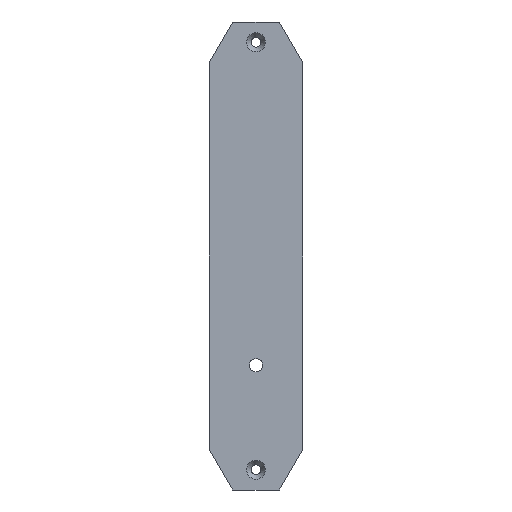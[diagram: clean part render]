
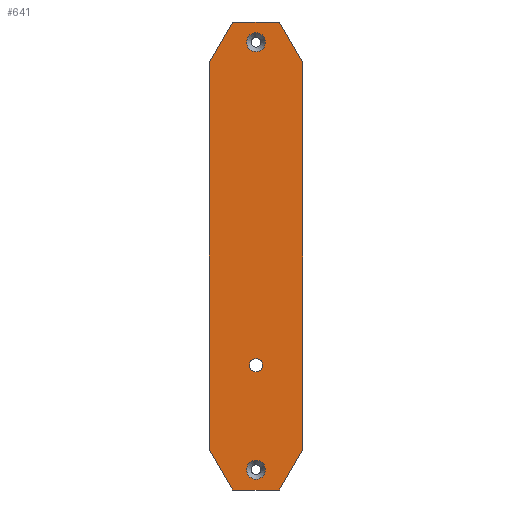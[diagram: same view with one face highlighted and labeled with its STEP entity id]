
A CAD part, left-side view. The second image highlights one B-rep face of the part: STEP entity #641.
In plain terms, the highlighted planar face has unit normal (-1, 0, 0).
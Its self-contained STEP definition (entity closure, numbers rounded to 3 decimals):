
#22=FACE_BOUND('',#126,.T.);
#23=FACE_BOUND('',#127,.T.);
#24=FACE_BOUND('',#128,.T.);
#50=PLANE('',#714);
#85=FACE_OUTER_BOUND('',#125,.T.);
#125=EDGE_LOOP('',(#590,#591,#592,#593,#594,#595,#596,#597));
#126=EDGE_LOOP('',(#598,#599));
#127=EDGE_LOOP('',(#600,#601));
#128=EDGE_LOOP('',(#602,#603));
#172=LINE('',#1024,#239);
#176=LINE('',#1032,#243);
#179=LINE('',#1038,#246);
#182=LINE('',#1044,#249);
#185=LINE('',#1050,#252);
#188=LINE('',#1056,#255);
#191=LINE('',#1062,#258);
#194=LINE('',#1067,#261);
#239=VECTOR('',#848,10.);
#243=VECTOR('',#854,10.);
#246=VECTOR('',#859,10.);
#249=VECTOR('',#864,10.);
#252=VECTOR('',#869,10.);
#255=VECTOR('',#874,10.);
#258=VECTOR('',#879,10.);
#261=VECTOR('',#884,10.);
#263=CIRCLE('',#663,2.1);
#264=CIRCLE('',#664,2.1);
#266=CIRCLE('',#667,3.05);
#267=CIRCLE('',#668,3.05);
#269=CIRCLE('',#671,3.05);
#270=CIRCLE('',#672,3.05);
#283=VERTEX_POINT('',#892);
#284=VERTEX_POINT('',#893);
#286=VERTEX_POINT('',#900);
#287=VERTEX_POINT('',#901);
#289=VERTEX_POINT('',#908);
#290=VERTEX_POINT('',#909);
#327=VERTEX_POINT('',#1022);
#328=VERTEX_POINT('',#1023);
#331=VERTEX_POINT('',#1031);
#333=VERTEX_POINT('',#1037);
#335=VERTEX_POINT('',#1043);
#337=VERTEX_POINT('',#1049);
#339=VERTEX_POINT('',#1055);
#341=VERTEX_POINT('',#1061);
#343=EDGE_CURVE('',#283,#284,#263,.T.);
#344=EDGE_CURVE('',#284,#283,#264,.T.);
#347=EDGE_CURVE('',#286,#287,#266,.T.);
#348=EDGE_CURVE('',#287,#286,#267,.T.);
#351=EDGE_CURVE('',#289,#290,#269,.T.);
#352=EDGE_CURVE('',#290,#289,#270,.T.);
#406=EDGE_CURVE('',#327,#328,#172,.T.);
#410=EDGE_CURVE('',#331,#327,#176,.T.);
#413=EDGE_CURVE('',#333,#331,#179,.T.);
#416=EDGE_CURVE('',#335,#333,#182,.T.);
#419=EDGE_CURVE('',#337,#335,#185,.T.);
#422=EDGE_CURVE('',#339,#337,#188,.T.);
#425=EDGE_CURVE('',#341,#339,#191,.T.);
#428=EDGE_CURVE('',#328,#341,#194,.T.);
#590=ORIENTED_EDGE('',*,*,#428,.F.);
#591=ORIENTED_EDGE('',*,*,#406,.F.);
#592=ORIENTED_EDGE('',*,*,#410,.F.);
#593=ORIENTED_EDGE('',*,*,#413,.F.);
#594=ORIENTED_EDGE('',*,*,#416,.F.);
#595=ORIENTED_EDGE('',*,*,#419,.F.);
#596=ORIENTED_EDGE('',*,*,#422,.F.);
#597=ORIENTED_EDGE('',*,*,#425,.F.);
#598=ORIENTED_EDGE('',*,*,#343,.T.);
#599=ORIENTED_EDGE('',*,*,#344,.T.);
#600=ORIENTED_EDGE('',*,*,#347,.T.);
#601=ORIENTED_EDGE('',*,*,#348,.T.);
#602=ORIENTED_EDGE('',*,*,#351,.T.);
#603=ORIENTED_EDGE('',*,*,#352,.T.);
#641=ADVANCED_FACE('',(#85,#22,#23,#24),#50,.F.);
#663=AXIS2_PLACEMENT_3D('',#894,#719,#720);
#664=AXIS2_PLACEMENT_3D('',#895,#721,#722);
#667=AXIS2_PLACEMENT_3D('',#902,#728,#729);
#668=AXIS2_PLACEMENT_3D('',#903,#730,#731);
#671=AXIS2_PLACEMENT_3D('',#910,#737,#738);
#672=AXIS2_PLACEMENT_3D('',#911,#739,#740);
#714=AXIS2_PLACEMENT_3D('',#1070,#888,#889);
#719=DIRECTION('center_axis',(1.,0.,0.));
#720=DIRECTION('ref_axis',(0.,0.,1.));
#721=DIRECTION('center_axis',(1.,0.,0.));
#722=DIRECTION('ref_axis',(0.,0.,1.));
#728=DIRECTION('center_axis',(1.,0.,0.));
#729=DIRECTION('ref_axis',(0.,0.,1.));
#730=DIRECTION('center_axis',(1.,0.,0.));
#731=DIRECTION('ref_axis',(0.,0.,1.));
#737=DIRECTION('center_axis',(1.,0.,0.));
#738=DIRECTION('ref_axis',(0.,0.,1.));
#739=DIRECTION('center_axis',(1.,0.,0.));
#740=DIRECTION('ref_axis',(0.,0.,1.));
#848=DIRECTION('',(0.,0.,-1.));
#854=DIRECTION('',(0.,-0.5,-0.866));
#859=DIRECTION('',(0.,-1.,0.));
#864=DIRECTION('',(0.,-0.5,0.866));
#869=DIRECTION('',(0.,0.,1.));
#874=DIRECTION('',(0.,0.5,0.866));
#879=DIRECTION('',(0.,1.,0.));
#884=DIRECTION('',(0.,0.5,-0.866));
#888=DIRECTION('center_axis',(1.,0.,0.));
#889=DIRECTION('ref_axis',(0.,0.,-1.));
#892=CARTESIAN_POINT('',(0.,0.,-32.9));
#893=CARTESIAN_POINT('',(0.,0.,-37.1));
#894=CARTESIAN_POINT('Origin',(0.,0.,-35.));
#895=CARTESIAN_POINT('Origin',(0.,0.,-35.));
#900=CARTESIAN_POINT('',(0.,0.,-65.455));
#901=CARTESIAN_POINT('',(0.,0.,-71.555));
#902=CARTESIAN_POINT('Origin',(0.,0.,-68.505));
#903=CARTESIAN_POINT('Origin',(0.,0.,-68.505));
#908=CARTESIAN_POINT('',(0.,0.,71.555));
#909=CARTESIAN_POINT('',(0.,0.,65.455));
#910=CARTESIAN_POINT('Origin',(0.,0.,68.505));
#911=CARTESIAN_POINT('Origin',(0.,0.,68.505));
#1022=CARTESIAN_POINT('',(0.,-15.,62.01));
#1023=CARTESIAN_POINT('',(0.,-15.,-62.01));
#1024=CARTESIAN_POINT('',(0.,-15.,75.));
#1031=CARTESIAN_POINT('',(0.,-7.5,75.));
#1032=CARTESIAN_POINT('',(0.,-7.5,75.));
#1037=CARTESIAN_POINT('',(0.,7.5,75.));
#1038=CARTESIAN_POINT('',(0.,15.,75.));
#1043=CARTESIAN_POINT('',(0.,15.,62.01));
#1044=CARTESIAN_POINT('',(0.,15.,62.01));
#1049=CARTESIAN_POINT('',(0.,15.,-62.01));
#1050=CARTESIAN_POINT('',(0.,15.,-75.));
#1055=CARTESIAN_POINT('',(0.,7.5,-75.));
#1056=CARTESIAN_POINT('',(0.,7.5,-75.));
#1061=CARTESIAN_POINT('',(0.,-7.5,-75.));
#1062=CARTESIAN_POINT('',(0.,-15.,-75.));
#1067=CARTESIAN_POINT('',(0.,-15.,-62.01));
#1070=CARTESIAN_POINT('Origin',(0.,0.,0.));
